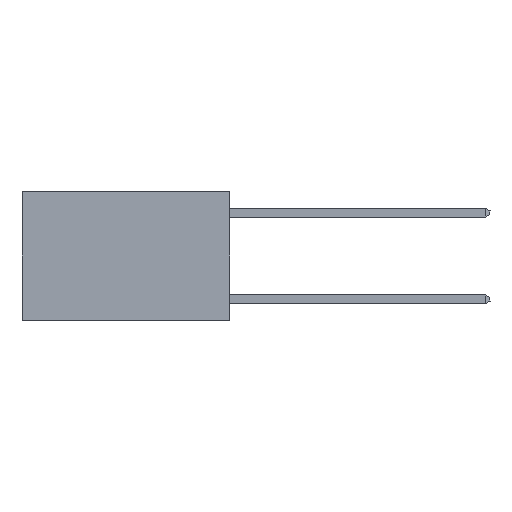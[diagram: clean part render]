
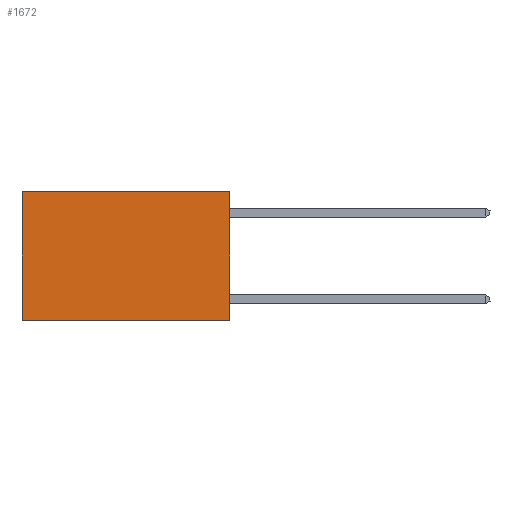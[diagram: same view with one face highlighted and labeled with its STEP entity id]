
A CAD part, left-side view. The second image highlights one B-rep face of the part: STEP entity #1672.
In plain terms, the highlighted planar face has unit normal (-1, 0, 0).
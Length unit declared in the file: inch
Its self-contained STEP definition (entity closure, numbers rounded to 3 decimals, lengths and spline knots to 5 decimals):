
#340 = VERTEX_POINT ( 'NONE', #9464 ) ;
#826 = ORIENTED_EDGE ( 'NONE', *, *, #10760, .T. ) ;
#943 = VERTEX_POINT ( 'NONE', #10057 ) ;
#1001 = CARTESIAN_POINT ( 'NONE',  ( 0.2625, 0.6, -0.37 ) ) ;
#1087 = DIRECTION ( 'NONE',  ( 0., 0., -1. ) ) ;
#1313 = EDGE_CURVE ( 'NONE', #9597, #5581, #9146, .T. ) ;
#1667 = CARTESIAN_POINT ( 'NONE',  ( 0.2625, 0., 0. ) ) ;
#1672 = ADVANCED_FACE ( 'NONE', ( #3364 ), #6771, .F. ) ;
#2590 = EDGE_CURVE ( 'NONE', #340, #943, #4032, .T. ) ;
#3117 = CARTESIAN_POINT ( 'NONE',  ( 0.2625, 0., -0.37 ) ) ;
#3249 = DIRECTION ( 'NONE',  ( 0., 1., 0. ) ) ;
#3364 = FACE_OUTER_BOUND ( 'NONE', #6842, .T. ) ;
#3804 = CARTESIAN_POINT ( 'NONE',  ( 0.2625, 0., -0.37 ) ) ;
#4032 = LINE ( 'NONE', #7493, #5478 ) ;
#4318 = EDGE_CURVE ( 'NONE', #340, #9597, #8478, .T. ) ;
#4349 = ORIENTED_EDGE ( 'NONE', *, *, #2590, .T. ) ;
#5084 = DIRECTION ( 'NONE',  ( 1., 0., 0. ) ) ;
#5478 = VECTOR ( 'NONE', #3249, 39.37008 ) ;
#5581 = VERTEX_POINT ( 'NONE', #1001 ) ;
#6161 = VECTOR ( 'NONE', #1087, 39.37008 ) ;
#6233 = AXIS2_PLACEMENT_3D ( 'NONE', #1667, #5084, #8507 ) ;
#6258 = VECTOR ( 'NONE', #6973, 39.37008 ) ;
#6771 = PLANE ( 'NONE',  #6233 ) ;
#6842 = EDGE_LOOP ( 'NONE', ( #826, #10817, #9970, #4349 ) ) ;
#6973 = DIRECTION ( 'NONE',  ( 0., 0., -1. ) ) ;
#7214 = VECTOR ( 'NONE', #10163, 39.37008 ) ;
#7493 = CARTESIAN_POINT ( 'NONE',  ( 0.2625, 0., 0. ) ) ;
#8478 = LINE ( 'NONE', #9550, #6161 ) ;
#8507 = DIRECTION ( 'NONE',  ( 0., 0., -1. ) ) ;
#8598 = CARTESIAN_POINT ( 'NONE',  ( 0.2625, 0.6, 0. ) ) ;
#9146 = LINE ( 'NONE', #3117, #7214 ) ;
#9464 = CARTESIAN_POINT ( 'NONE',  ( 0.2625, 0., 0. ) ) ;
#9550 = CARTESIAN_POINT ( 'NONE',  ( 0.2625, 0., 0. ) ) ;
#9597 = VERTEX_POINT ( 'NONE', #3804 ) ;
#9970 = ORIENTED_EDGE ( 'NONE', *, *, #4318, .F. ) ;
#10057 = CARTESIAN_POINT ( 'NONE',  ( 0.2625, 0.6, 0. ) ) ;
#10163 = DIRECTION ( 'NONE',  ( 0., 1., 0. ) ) ;
#10269 = LINE ( 'NONE', #8598, #6258 ) ;
#10760 = EDGE_CURVE ( 'NONE', #943, #5581, #10269, .T. ) ;
#10817 = ORIENTED_EDGE ( 'NONE', *, *, #1313, .F. ) ;
